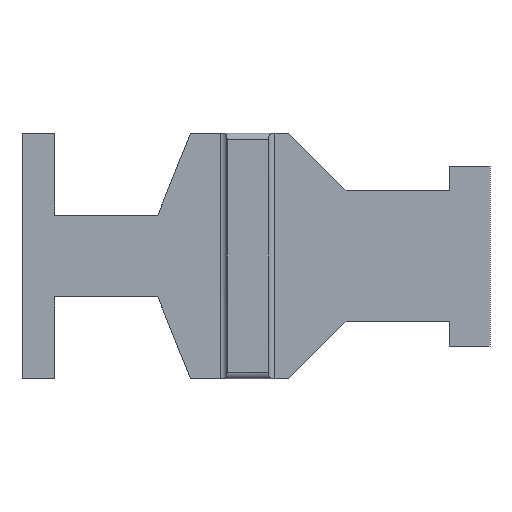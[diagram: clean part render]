
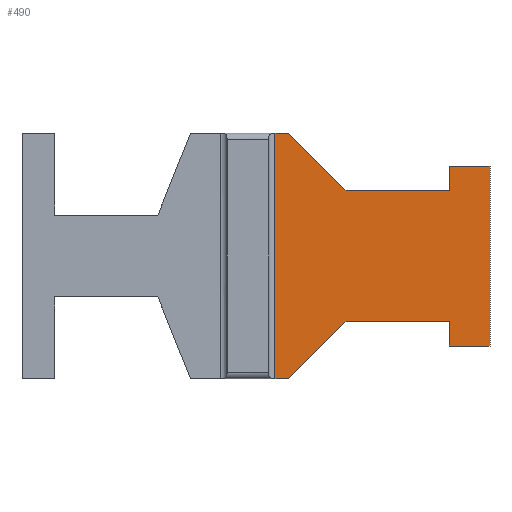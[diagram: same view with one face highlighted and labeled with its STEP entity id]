
A CAD part, front view. The second image highlights one B-rep face of the part: STEP entity #490.
In plain terms, the highlighted planar face has unit normal (0, -1, 0).
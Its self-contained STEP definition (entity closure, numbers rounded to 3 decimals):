
#1=DIRECTION('',(1.,0.,0.));
#2=VECTOR('',#1,8.499);
#3=CARTESIAN_POINT('',(14.06,0.,-74.895));
#4=LINE('',#3,#2);
#5=DIRECTION('',(0.,0.,1.));
#6=VECTOR('',#5,149.789);
#7=CARTESIAN_POINT('',(14.06,0.,-74.895));
#8=LINE('',#7,#6);
#9=DIRECTION('',(-1.,0.,0.));
#10=VECTOR('',#9,8.499);
#11=CARTESIAN_POINT('',(22.56,0.,74.895));
#12=LINE('',#11,#10);
#13=DIRECTION('',(0.707,0.,-0.707));
#14=VECTOR('',#13,49.349);
#15=CARTESIAN_POINT('',(22.56,0.,74.895));
#16=LINE('',#15,#14);
#17=DIRECTION('',(1.,0.,0.));
#18=VECTOR('',#17,63.);
#19=CARTESIAN_POINT('',(57.455,0.,40.));
#20=LINE('',#19,#18);
#21=DIRECTION('',(0.,0.,1.));
#22=VECTOR('',#21,15.);
#23=CARTESIAN_POINT('',(120.455,0.,40.));
#24=LINE('',#23,#22);
#25=DIRECTION('',(1.,0.,0.));
#26=VECTOR('',#25,25.);
#27=CARTESIAN_POINT('',(120.455,0.,55.));
#28=LINE('',#27,#26);
#29=DIRECTION('',(0.,0.,-1.));
#30=VECTOR('',#29,110.);
#31=CARTESIAN_POINT('',(145.455,0.,55.));
#32=LINE('',#31,#30);
#33=DIRECTION('',(-1.,0.,0.));
#34=VECTOR('',#33,25.);
#35=CARTESIAN_POINT('',(145.455,0.,-55.));
#36=LINE('',#35,#34);
#37=DIRECTION('',(0.,0.,1.));
#38=VECTOR('',#37,15.);
#39=CARTESIAN_POINT('',(120.455,0.,-55.));
#40=LINE('',#39,#38);
#41=DIRECTION('',(-1.,0.,0.));
#42=VECTOR('',#41,63.);
#43=CARTESIAN_POINT('',(120.455,0.,-40.));
#44=LINE('',#43,#42);
#45=DIRECTION('',(-0.707,0.,-0.707));
#46=VECTOR('',#45,49.349);
#47=CARTESIAN_POINT('',(57.455,0.,-40.));
#48=LINE('',#47,#46);
#111=CARTESIAN_POINT('',(14.06,0.,-74.895));
#271=CARTESIAN_POINT('',(22.56,0.,
74.895));
#365=CARTESIAN_POINT('',(145.455,0.,55.));
#366=CARTESIAN_POINT('',(145.455,0.,-55.));
#367=VERTEX_POINT('',#365);
#368=VERTEX_POINT('',#366);
#369=CARTESIAN_POINT('',(120.455,0.,-55.));
#370=VERTEX_POINT('',#369);
#371=CARTESIAN_POINT('',(120.455,0.,-40.));
#372=VERTEX_POINT('',#371);
#373=CARTESIAN_POINT('',(57.455,0.,-40.));
#374=VERTEX_POINT('',#373);
#391=CARTESIAN_POINT('',(57.455,0.,40.));
#392=CARTESIAN_POINT('',(120.455,0.,40.));
#393=VERTEX_POINT('',#391);
#394=VERTEX_POINT('',#392);
#395=CARTESIAN_POINT('',(120.455,0.,55.));
#396=VERTEX_POINT('',#395);
#438=VERTEX_POINT('',#111);
#439=CARTESIAN_POINT('',(22.56,0.,-74.895));
#440=VERTEX_POINT('',#439);
#455=VERTEX_POINT('',#271);
#456=CARTESIAN_POINT('',(14.06,0.,74.895));
#457=VERTEX_POINT('',#456);
#459=CARTESIAN_POINT('',(0.,0.,0.));
#460=DIRECTION('',(0.,1.,0.));
#461=DIRECTION('',(1.,0.,0.));
#462=AXIS2_PLACEMENT_3D('',#459,#460,#461);
#463=PLANE('',#462);
#465=ORIENTED_EDGE('',*,*,#464,.F.);
#467=ORIENTED_EDGE('',*,*,#466,.T.);
#469=ORIENTED_EDGE('',*,*,#468,.F.);
#471=ORIENTED_EDGE('',*,*,#470,.T.);
#473=ORIENTED_EDGE('',*,*,#472,.T.);
#475=ORIENTED_EDGE('',*,*,#474,.T.);
#477=ORIENTED_EDGE('',*,*,#476,.T.);
#479=ORIENTED_EDGE('',*,*,#478,.T.);
#481=ORIENTED_EDGE('',*,*,#480,.T.);
#483=ORIENTED_EDGE('',*,*,#482,.T.);
#485=ORIENTED_EDGE('',*,*,#484,.T.);
#487=ORIENTED_EDGE('',*,*,#486,.T.);
#488=EDGE_LOOP('',(#465,#467,#469,#471,#473,#475,#477,#479,#481,#483,#485,
#487));
#489=FACE_OUTER_BOUND('',#488,.F.);
#490=ADVANCED_FACE('',(#489),#463,.F.);
#464=EDGE_CURVE('',#438,#440,#4,.T.);
#466=EDGE_CURVE('',#438,#457,#8,.T.);
#468=EDGE_CURVE('',#455,#457,#12,.T.);
#470=EDGE_CURVE('',#455,#393,#16,.T.);
#472=EDGE_CURVE('',#393,#394,#20,.T.);
#474=EDGE_CURVE('',#394,#396,#24,.T.);
#476=EDGE_CURVE('',#396,#367,#28,.T.);
#478=EDGE_CURVE('',#367,#368,#32,.T.);
#480=EDGE_CURVE('',#368,#370,#36,.T.);
#482=EDGE_CURVE('',#370,#372,#40,.T.);
#484=EDGE_CURVE('',#372,#374,#44,.T.);
#486=EDGE_CURVE('',#374,#440,#48,.T.);
